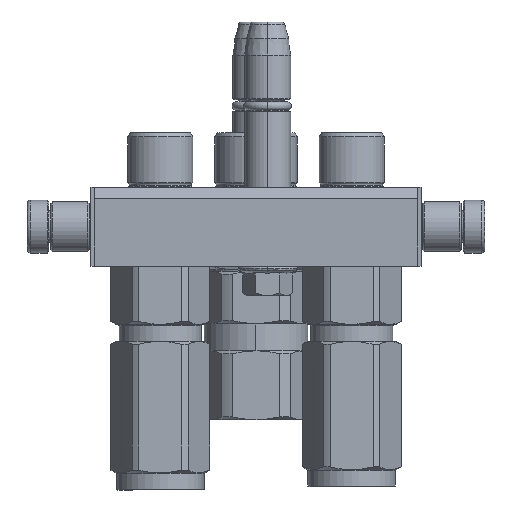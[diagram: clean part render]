
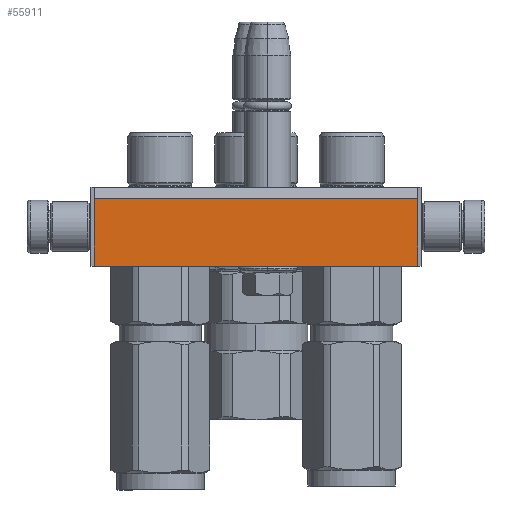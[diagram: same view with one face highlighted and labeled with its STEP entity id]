
A CAD part, left-side view. The second image highlights one B-rep face of the part: STEP entity #55911.
In plain terms, the highlighted face is planar.
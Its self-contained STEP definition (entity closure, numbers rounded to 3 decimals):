
#3481 = LINE ( 'NONE', #45338, #51531 ) ;
#3589 = ORIENTED_EDGE ( 'NONE', *, *, #14170, .F. ) ;
#3653 = CARTESIAN_POINT ( 'NONE',  ( 78., 3.464, 24. ) ) ;
#6824 = CARTESIAN_POINT ( 'NONE',  ( 78., 24., 24. ) ) ;
#6917 = VERTEX_POINT ( 'NONE', #6824 ) ;
#8313 = VECTOR ( 'NONE', #10586, 1000. ) ;
#9026 = LINE ( 'NONE', #18493, #16640 ) ;
#9228 = VECTOR ( 'NONE', #50399, 1000. ) ;
#10586 = DIRECTION ( 'NONE',  ( 0., 1., 0. ) ) ;
#10651 = CARTESIAN_POINT ( 'NONE',  ( -20., 3.464, 24. ) ) ;
#11799 = AXIS2_PLACEMENT_3D ( 'NONE', #22636, #53851, #36627 ) ;
#14170 = EDGE_CURVE ( 'NONE', #57512, #6917, #20344, .T. ) ;
#16109 = FACE_OUTER_BOUND ( 'NONE', #49866, .T. ) ;
#16611 = LINE ( 'NONE', #50648, #8313 ) ;
#16640 = VECTOR ( 'NONE', #36251, 1000. ) ;
#18493 = CARTESIAN_POINT ( 'NONE',  ( -20., 3.464, 24. ) ) ;
#20069 = ORIENTED_EDGE ( 'NONE', *, *, #24736, .T. ) ;
#20344 = LINE ( 'NONE', #36993, #9228 ) ;
#21783 = VERTEX_POINT ( 'NONE', #3653 ) ;
#22636 = CARTESIAN_POINT ( 'NONE',  ( -21., 0., 24. ) ) ;
#24736 = EDGE_CURVE ( 'NONE', #21783, #6917, #16611, .T. ) ;
#27734 = PLANE ( 'NONE',  #11799 ) ;
#28649 = CARTESIAN_POINT ( 'NONE',  ( -20., 24., 24. ) ) ;
#31133 = ORIENTED_EDGE ( 'NONE', *, *, #52011, .F. ) ;
#34034 = VERTEX_POINT ( 'NONE', #10651 ) ;
#36251 = DIRECTION ( 'NONE',  ( 0., 1., 0. ) ) ;
#36627 = DIRECTION ( 'NONE',  ( 1., 0., 0. ) ) ;
#36993 = CARTESIAN_POINT ( 'NONE',  ( -20., 24., 24. ) ) ;
#39486 = EDGE_CURVE ( 'NONE', #34034, #21783, #3481, .T. ) ;
#45338 = CARTESIAN_POINT ( 'NONE',  ( -20., 3.464, 24. ) ) ;
#49866 = EDGE_LOOP ( 'NONE', ( #3589, #31133, #51364, #20069 ) ) ;
#49991 = DIRECTION ( 'NONE',  ( 1., 0., 0. ) ) ;
#50399 = DIRECTION ( 'NONE',  ( 1., 0., 0. ) ) ;
#50648 = CARTESIAN_POINT ( 'NONE',  ( 78., 3.464, 24. ) ) ;
#51364 = ORIENTED_EDGE ( 'NONE', *, *, #39486, .T. ) ;
#51531 = VECTOR ( 'NONE', #49991, 1000. ) ;
#52011 = EDGE_CURVE ( 'NONE', #34034, #57512, #9026, .T. ) ;
#53851 = DIRECTION ( 'NONE',  ( 0., 0., 1. ) ) ;
#55911 = ADVANCED_FACE ( 'NONE', ( #16109 ), #27734, .T. ) ;
#57512 = VERTEX_POINT ( 'NONE', #28649 ) ;
